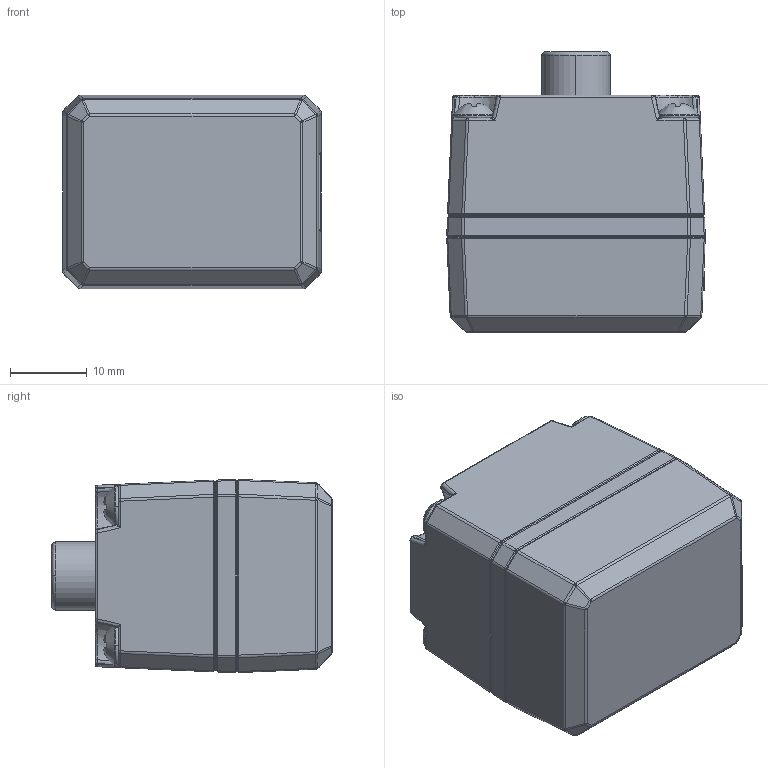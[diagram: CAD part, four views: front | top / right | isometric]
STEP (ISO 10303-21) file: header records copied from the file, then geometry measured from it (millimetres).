
FILE_DESCRIPTION (( 'STEP AP214' ), '1' );
FILE_NAME ('REV-31-1155.STEP', '2017-04-10T19:34:37', ( '' ), ( '' ), 'SwSTEP 2.0', 'SolidWorks 2016', '' );
FILE_SCHEMA (( 'AUTOMOTIVE_DESIGN' ));
Length unit declared in the file: millimetre
Products named in the file (1): REV-31-1155
Bounding box: 33.68 x 36.55 x 25.18 mm (x, y, z)
Volume: 14889.2 mm3; surface area: 17907.2 mm2
Topology: 13 solids, 13 shells, 2489 faces, 6398 edges, 3874 vertices
Faces by surface type: bspline 952, cylinder 802, plane 559, cone 168, torus 8
Entity records: 132119 total; most frequent: CARTESIAN_POINT 54981, ORIENTED_EDGE 12616, DIRECTION 7098, EDGE_CURVE 6308, VERTEX_POINT 3874, EDGE_LOOP 2582, UNCERTAINTY_MEASURE_WITH_UNIT 2504, COLOUR_RGB 2503
